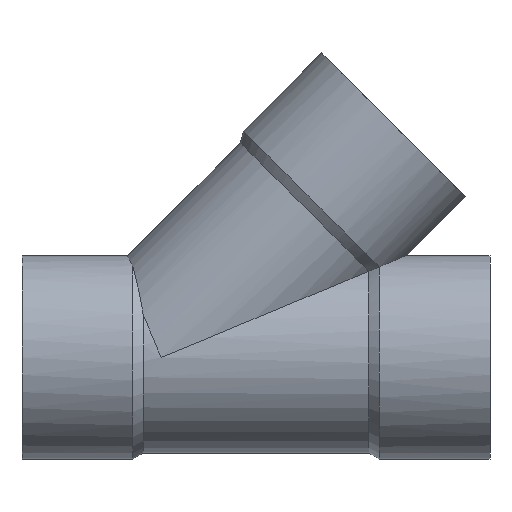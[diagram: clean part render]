
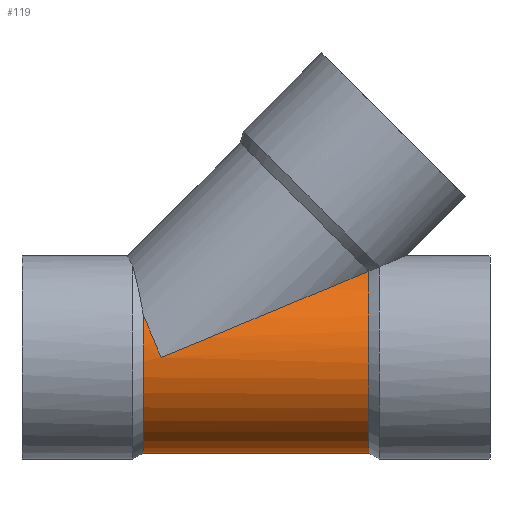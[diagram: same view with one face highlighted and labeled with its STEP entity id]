
A CAD part, left-side view. The second image highlights one B-rep face of the part: STEP entity #119.
In plain terms, the highlighted cylindrical face has radius 64 mm (diameter 128 mm), a partial arc.
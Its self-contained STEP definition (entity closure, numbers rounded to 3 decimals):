
#119=ADVANCED_FACE('',(#238),#239,.T.);
#238=FACE_OUTER_BOUND('',#348,.T.);
#239=CYLINDRICAL_SURFACE('',#349,64.0);
#348=EDGE_LOOP('',(#620,#621,#622,#623,#624));
#349=AXIS2_PLACEMENT_3D('',#625,#626,#627);
#620=ORIENTED_EDGE('',*,*,#630,.T.);
#621=ORIENTED_EDGE('',*,*,#733,.T.);
#622=ORIENTED_EDGE('',*,*,#718,.T.);
#623=ORIENTED_EDGE('',*,*,#717,.T.);
#624=ORIENTED_EDGE('',*,*,#641,.T.);
#625=CARTESIAN_POINT('',(0.0,-37.75,0.0));
#626=DIRECTION('',(0.0,1.0,0.0));
#627=DIRECTION('',(0.0,0.0,1.0));
#630=EDGE_CURVE('',#737,#738,#739,.T.);
#641=EDGE_CURVE('',#756,#737,#757,.T.);
#717=EDGE_CURVE('',#869,#756,#870,.T.);
#718=EDGE_CURVE('',#863,#869,#871,.T.);
#733=EDGE_CURVE('',#738,#863,#886,.T.);
#737=VERTEX_POINT('',#890);
#738=VERTEX_POINT('',#891);
#739=LINE('',#892,#893);
#756=VERTEX_POINT('',#917);
#757=CIRCLE('',#918,64.0);
#863=VERTEX_POINT('',#1119);
#869=VERTEX_POINT('',#1130);
#870=ELLIPSE('',#1131,69.273,64.0);
#871=ELLIPSE('',#1132,167.24,64.0);
#886=CIRCLE('',#1147,64.0);
#890=CARTESIAN_POINT('',(0.,75.5,-64.0));
#891=CARTESIAN_POINT('',(0.,-75.5,-64.0));
#892=CARTESIAN_POINT('',(0.,-37.75,-64.0));
#893=VECTOR('',#1150,1.0);
#917=CARTESIAN_POINT('',(-57.068,75.5,28.971));
#918=AXIS2_PLACEMENT_3D('',#1168,#1169,#1170);
#1119=CARTESIAN_POINT('',(-27.947,-75.5,57.576));
#1130=CARTESIAN_POINT('',(-64.0,63.5,0.));
#1131=AXIS2_PLACEMENT_3D('',#1283,#1284,#1285);
#1132=AXIS2_PLACEMENT_3D('',#1286,#1287,#1288);
#1147=AXIS2_PLACEMENT_3D('',#1307,#1308,#1309);
#1150=DIRECTION('',(-0.0,-1.0,-0.0));
#1168=CARTESIAN_POINT('',(0.0,75.5,0.0));
#1169=DIRECTION('',(0.0,-1.0,0.0));
#1170=DIRECTION('',(0.0,0.0,1.0));
#1283=CARTESIAN_POINT('',(0.0,63.5,0.));
#1284=DIRECTION('',(0.0,0.924,-0.383));
#1285=DIRECTION('',(0.0,0.383,0.924));
#1286=CARTESIAN_POINT('',(0.0,63.5,0.));
#1287=DIRECTION('',(0.0,-0.383,-0.924));
#1288=DIRECTION('',(0.0,0.924,-0.383));
#1307=CARTESIAN_POINT('',(0.0,-75.5,0.0));
#1308=DIRECTION('',(0.0,1.0,0.0));
#1309=DIRECTION('',(0.0,0.0,1.0));
